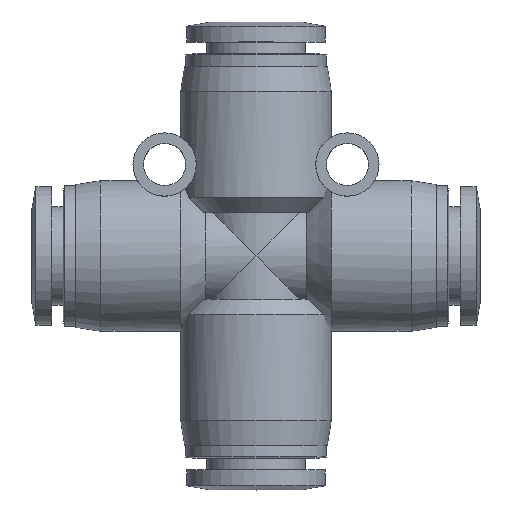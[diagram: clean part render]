
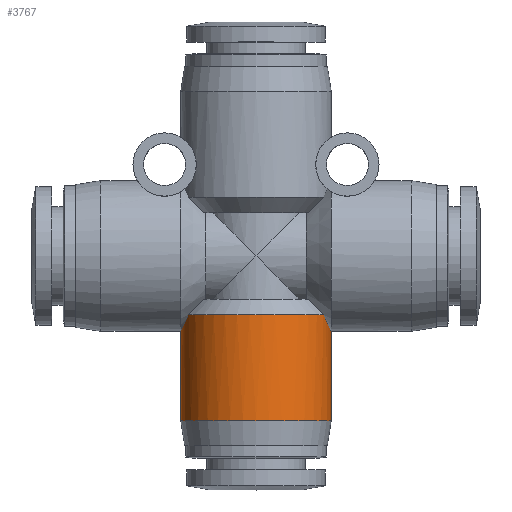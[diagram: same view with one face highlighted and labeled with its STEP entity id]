
A CAD part, top view. The second image highlights one B-rep face of the part: STEP entity #3767.
In plain terms, the highlighted cylindrical face has radius 7.5 mm (diameter 15 mm), a partial arc.
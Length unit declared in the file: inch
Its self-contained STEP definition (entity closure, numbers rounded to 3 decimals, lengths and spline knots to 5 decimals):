
#7 = CARTESIAN_POINT ( 'NONE',  ( -0.29528, -0.29528, 0. ) ) ;
#48 = CIRCLE ( 'NONE', #3256, 0.29528 ) ;
#81 = CARTESIAN_POINT ( 'NONE',  ( 0., -0.23, 0. ) ) ;
#103 = CARTESIAN_POINT ( 'NONE',  ( 0.29408, -0.29408, 0.02655 ) ) ;
#122 = B_SPLINE_CURVE_WITH_KNOTS ( 'NONE', 3,
 ( #3598, #283, #2702, #2133, #1191, #2433, #3390, #1861, #3373, #103 ),
 .UNSPECIFIED., .F., .F.,
 ( 4, 2, 2, 2, 4 ),
 ( 0.00228, 0.00309, 0.0039, 0.00471, 0.00553 ),
 .UNSPECIFIED. ) ;
#198 = CARTESIAN_POINT ( 'NONE',  ( 0.29408, -0.29408, 0.02655 ) ) ;
#247 = LINE ( 'NONE', #3419, #1941 ) ;
#283 = CARTESIAN_POINT ( 'NONE',  ( 0.26757, -0.2377, 0.1251 ) ) ;
#307 = CARTESIAN_POINT ( 'NONE',  ( -0.29488, -0.29488, 0.01772 ) ) ;
#325 = VECTOR ( 'NONE', #3594, 39.37008 ) ;
#328 = CARTESIAN_POINT ( 'NONE',  ( -0.28532, -0.27617, 0.07656 ) ) ;
#354 = CARTESIAN_POINT ( 'NONE',  ( -0.26757, -0.23771, 0.1251 ) ) ;
#362 = EDGE_CURVE ( 'NONE', #1573, #1040, #48, .T. ) ;
#364 = CARTESIAN_POINT ( 'NONE',  ( -0.29162, -0.28911, 0.04742 ) ) ;
#382 = DIRECTION ( 'NONE',  ( 0., 1., 0. ) ) ;
#401 = DIRECTION ( 'NONE',  ( 0., 1., 0. ) ) ;
#573 = CARTESIAN_POINT ( 'NONE',  ( -0.29408, -0.29408, 0.02655 ) ) ;
#599 = CARTESIAN_POINT ( 'NONE',  ( -0.26424, -0.23, 0.13177 ) ) ;
#645 = CARTESIAN_POINT ( 'NONE',  ( -0.29528, -0.29528, 0.00886 ) ) ;
#685 = CARTESIAN_POINT ( 'NONE',  ( 0., -0.64567, 0. ) ) ;
#693 = CIRCLE ( 'NONE', #2592, 0.29528 ) ;
#703 = EDGE_CURVE ( 'NONE', #2317, #1179, #693, .T. ) ;
#781 = CARTESIAN_POINT ( 'NONE',  ( 0.29528, -0.29528, 0.00886 ) ) ;
#867 = CARTESIAN_POINT ( 'NONE',  ( -0.29312, -0.29214, 0.0372 ) ) ;
#933 = CARTESIAN_POINT ( 'NONE',  ( -0.2771, -0.25876, 0.10234 ) ) ;
#937 = ORIENTED_EDGE ( 'NONE', *, *, #2524, .F. ) ;
#948 = CARTESIAN_POINT ( 'NONE',  ( -0.28772, -0.28113, 0.06712 ) ) ;
#1020 = FACE_OUTER_BOUND ( 'NONE', #1787, .T. ) ;
#1040 = VERTEX_POINT ( 'NONE', #1760 ) ;
#1059 =( BOUNDED_CURVE ( )  B_SPLINE_CURVE ( 3, ( #3046, #645, #307, #3332 ),
 .UNSPECIFIED., .F., .F. ) 
 B_SPLINE_CURVE_WITH_KNOTS ( ( 4, 4 ),
 ( 0., 0.09002 ),
 .UNSPECIFIED. ) 
 CURVE ( )  GEOMETRIC_REPRESENTATION_ITEM ( )  RATIONAL_B_SPLINE_CURVE ( ( 1., 0.999, 0.999, 1. ) ) 
 REPRESENTATION_ITEM ( '' )  );
#1093 = ORIENTED_EDGE ( 'NONE', *, *, #1436, .F. ) ;
#1135 = VERTEX_POINT ( 'NONE', #7 ) ;
#1179 = VERTEX_POINT ( 'NONE', #1290 ) ;
#1191 = CARTESIAN_POINT ( 'NONE',  ( 0.28003, -0.26502, 0.09411 ) ) ;
#1252 = CARTESIAN_POINT ( 'NONE',  ( -0.28002, -0.26501, 0.09412 ) ) ;
#1290 = CARTESIAN_POINT ( 'NONE',  ( -0.26424, -0.23, 0.13177 ) ) ;
#1436 = EDGE_CURVE ( 'NONE', #2317, #3488, #122, .T. ) ;
#1443 = CARTESIAN_POINT ( 'NONE',  ( 0., 0.91714, 0. ) ) ;
#1462 =( BOUNDED_CURVE ( )  B_SPLINE_CURVE ( 3, ( #198, #3232, #781, #3484 ),
 .UNSPECIFIED., .F., .F. ) 
 B_SPLINE_CURVE_WITH_KNOTS ( ( 4, 4 ),
 ( 3.05157, 3.14159 ),
 .UNSPECIFIED. ) 
 CURVE ( )  GEOMETRIC_REPRESENTATION_ITEM ( )  RATIONAL_B_SPLINE_CURVE ( ( 1., 0.999, 0.999, 1. ) ) 
 REPRESENTATION_ITEM ( '' )  );
#1573 = VERTEX_POINT ( 'NONE', #2322 ) ;
#1760 = CARTESIAN_POINT ( 'NONE',  ( 0.29528, -0.64567, 0. ) ) ;
#1787 = EDGE_LOOP ( 'NONE', ( #3246, #2180, #2825, #1093, #2962, #937, #2625, #3715 ) ) ;
#1828 = CYLINDRICAL_SURFACE ( 'NONE', #2945, 0.29528 ) ;
#1861 = CARTESIAN_POINT ( 'NONE',  ( 0.29161, -0.2891, 0.04742 ) ) ;
#1906 = B_SPLINE_CURVE_WITH_KNOTS ( 'NONE', 3,
 ( #573, #867, #364, #948, #328, #1252, #933, #2155, #354, #599 ),
 .UNSPECIFIED., .F., .F.,
 ( 4, 2, 2, 2, 4 ),
 ( 0.00687, 0.00768, 0.00849, 0.0093, 0.01011 ),
 .UNSPECIFIED. ) ;
#1941 = VECTOR ( 'NONE', #401, 39.37008 ) ;
#2133 = CARTESIAN_POINT ( 'NONE',  ( 0.2771, -0.25876, 0.10234 ) ) ;
#2155 = CARTESIAN_POINT ( 'NONE',  ( -0.27087, -0.2451, 0.11784 ) ) ;
#2180 = ORIENTED_EDGE ( 'NONE', *, *, #3095, .T. ) ;
#2208 = LINE ( 'NONE', #2420, #325 ) ;
#2317 = VERTEX_POINT ( 'NONE', #3497 ) ;
#2322 = CARTESIAN_POINT ( 'NONE',  ( -0.29528, -0.64567, 0. ) ) ;
#2420 = CARTESIAN_POINT ( 'NONE',  ( -0.29528, 0.91714, 0. ) ) ;
#2433 = CARTESIAN_POINT ( 'NONE',  ( 0.28534, -0.27621, 0.0765 ) ) ;
#2470 = CARTESIAN_POINT ( 'NONE',  ( 0.29408, -0.29408, 0.02655 ) ) ;
#2484 = DIRECTION ( 'NONE',  ( -1., 0., 0. ) ) ;
#2524 = EDGE_CURVE ( 'NONE', #2968, #1179, #1906, .T. ) ;
#2555 = DIRECTION ( 'NONE',  ( -1., 0., 0. ) ) ;
#2570 = DIRECTION ( 'NONE',  ( 0., 1., 0. ) ) ;
#2592 = AXIS2_PLACEMENT_3D ( 'NONE', #81, #3361, #2484 ) ;
#2625 = ORIENTED_EDGE ( 'NONE', *, *, #2969, .F. ) ;
#2656 = CARTESIAN_POINT ( 'NONE',  ( 0.29528, -0.29528, 0. ) ) ;
#2702 = CARTESIAN_POINT ( 'NONE',  ( 0.27087, -0.24511, 0.11784 ) ) ;
#2721 = EDGE_CURVE ( 'NONE', #3488, #3764, #1462, .T. ) ;
#2825 = ORIENTED_EDGE ( 'NONE', *, *, #2721, .F. ) ;
#2945 = AXIS2_PLACEMENT_3D ( 'NONE', #1443, #2570, #2555 ) ;
#2962 = ORIENTED_EDGE ( 'NONE', *, *, #703, .T. ) ;
#2968 = VERTEX_POINT ( 'NONE', #3319 ) ;
#2969 = EDGE_CURVE ( 'NONE', #1135, #2968, #1059, .T. ) ;
#3046 = CARTESIAN_POINT ( 'NONE',  ( -0.29528, -0.29528, 0. ) ) ;
#3095 = EDGE_CURVE ( 'NONE', #1040, #3764, #247, .T. ) ;
#3111 = DIRECTION ( 'NONE',  ( -1., 0., 0. ) ) ;
#3232 = CARTESIAN_POINT ( 'NONE',  ( 0.29488, -0.29488, 0.01772 ) ) ;
#3246 = ORIENTED_EDGE ( 'NONE', *, *, #362, .T. ) ;
#3256 = AXIS2_PLACEMENT_3D ( 'NONE', #685, #382, #3111 ) ;
#3319 = CARTESIAN_POINT ( 'NONE',  ( -0.29408, -0.29408, 0.02655 ) ) ;
#3332 = CARTESIAN_POINT ( 'NONE',  ( -0.29408, -0.29408, 0.02655 ) ) ;
#3361 = DIRECTION ( 'NONE',  ( 0., -1., 0. ) ) ;
#3373 = CARTESIAN_POINT ( 'NONE',  ( 0.29312, -0.29214, 0.03722 ) ) ;
#3390 = CARTESIAN_POINT ( 'NONE',  ( 0.28774, -0.28117, 0.06703 ) ) ;
#3419 = CARTESIAN_POINT ( 'NONE',  ( 0.29528, 0.91714, 0. ) ) ;
#3471 = EDGE_CURVE ( 'NONE', #1573, #1135, #2208, .T. ) ;
#3484 = CARTESIAN_POINT ( 'NONE',  ( 0.29528, -0.29528, 0. ) ) ;
#3488 = VERTEX_POINT ( 'NONE', #2470 ) ;
#3497 = CARTESIAN_POINT ( 'NONE',  ( 0.26424, -0.23, 0.13177 ) ) ;
#3594 = DIRECTION ( 'NONE',  ( 0., 1., 0. ) ) ;
#3598 = CARTESIAN_POINT ( 'NONE',  ( 0.26424, -0.23, 0.13177 ) ) ;
#3715 = ORIENTED_EDGE ( 'NONE', *, *, #3471, .F. ) ;
#3764 = VERTEX_POINT ( 'NONE', #2656 ) ;
#3767 = ADVANCED_FACE ( 'NONE', ( #1020 ), #1828, .T. ) ;
